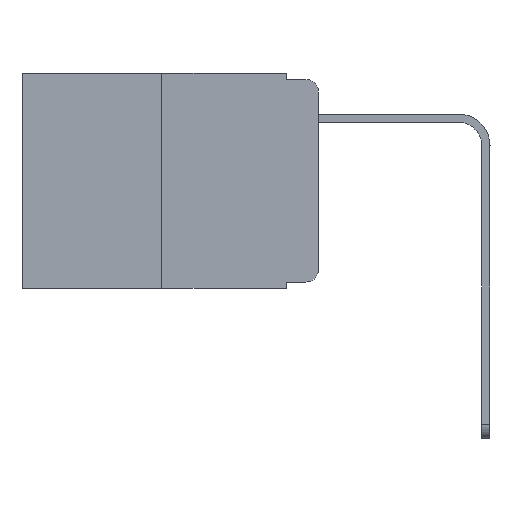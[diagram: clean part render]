
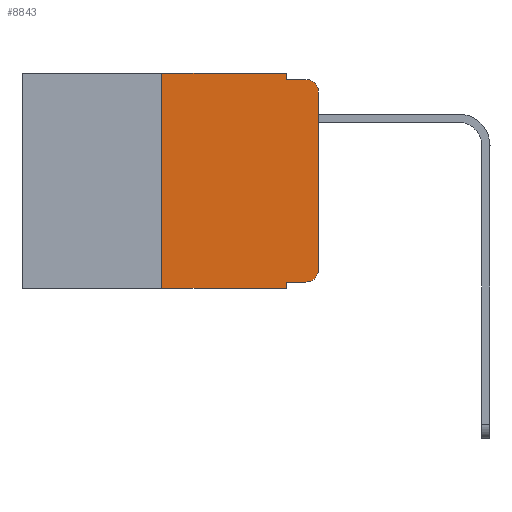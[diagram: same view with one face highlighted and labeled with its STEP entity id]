
A CAD part, left-side view. The second image highlights one B-rep face of the part: STEP entity #8843.
In plain terms, the highlighted planar face has unit normal (-1, 0, 0).
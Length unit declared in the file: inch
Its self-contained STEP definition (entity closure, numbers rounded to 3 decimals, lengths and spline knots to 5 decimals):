
#43 = CARTESIAN_POINT ( 'NONE',  ( 0., 0.02, -0.313 ) ) ;
#191 = VERTEX_POINT ( 'NONE', #10303 ) ;
#204 = ORIENTED_EDGE ( 'NONE', *, *, #8985, .F. ) ;
#419 = AXIS2_PLACEMENT_3D ( 'NONE', #10386, #5026, #7917 ) ;
#447 = LINE ( 'NONE', #8425, #7559 ) ;
#574 = ORIENTED_EDGE ( 'NONE', *, *, #9714, .T. ) ;
#589 = CARTESIAN_POINT ( 'NONE',  ( 0., 0.473, 0. ) ) ;
#858 = VERTEX_POINT ( 'NONE', #9422 ) ;
#886 = EDGE_CURVE ( 'NONE', #9322, #7279, #1727, .T. ) ;
#1287 = CARTESIAN_POINT ( 'NONE',  ( 0., 0.473, 0. ) ) ;
#1307 = ORIENTED_EDGE ( 'NONE', *, *, #2344, .T. ) ;
#1413 = CARTESIAN_POINT ( 'NONE',  ( 0., 0.051, 0. ) ) ;
#1510 = EDGE_LOOP ( 'NONE', ( #1307, #10406, #204, #3922, #2593, #7318, #2130, #7816, #574, #7403 ) ) ;
#1727 = LINE ( 'NONE', #1287, #6337 ) ;
#2017 = VERTEX_POINT ( 'NONE', #9865 ) ;
#2130 = ORIENTED_EDGE ( 'NONE', *, *, #5902, .T. ) ;
#2140 = DIRECTION ( 'NONE',  ( 0., -1., 0. ) ) ;
#2239 = LINE ( 'NONE', #11080, #7420 ) ;
#2277 = LINE ( 'NONE', #11390, #8582 ) ;
#2344 = EDGE_CURVE ( 'NONE', #10782, #4866, #447, .T. ) ;
#2593 = ORIENTED_EDGE ( 'NONE', *, *, #886, .F. ) ;
#3008 = VECTOR ( 'NONE', #10525, 39.37008 ) ;
#3263 = EDGE_CURVE ( 'NONE', #858, #6341, #11303, .T. ) ;
#3660 = CARTESIAN_POINT ( 'NONE',  ( 0., 0.051, -0.333 ) ) ;
#3893 = DIRECTION ( 'NONE',  ( 0., 0., 1. ) ) ;
#3922 = ORIENTED_EDGE ( 'NONE', *, *, #7731, .F. ) ;
#4299 = VECTOR ( 'NONE', #9405, 39.37008 ) ;
#4310 = CARTESIAN_POINT ( 'NONE',  ( 0., 0.051, 0. ) ) ;
#4490 = EDGE_CURVE ( 'NONE', #10615, #10782, #4957, .T. ) ;
#4547 = VECTOR ( 'NONE', #3893, 39.37008 ) ;
#4616 = CIRCLE ( 'NONE', #419, 0.02 ) ;
#4748 = CARTESIAN_POINT ( 'NONE',  ( 0., 0.25, 0. ) ) ;
#4866 = VERTEX_POINT ( 'NONE', #6705 ) ;
#4869 = DIRECTION ( 'NONE',  ( 0., -1., 0. ) ) ;
#4957 = CIRCLE ( 'NONE', #7615, 0.02 ) ;
#5004 = VECTOR ( 'NONE', #10768, 39.37008 ) ;
#5026 = DIRECTION ( 'NONE',  ( -1., 0., 0. ) ) ;
#5582 = FACE_OUTER_BOUND ( 'NONE', #1510, .T. ) ;
#5843 = LINE ( 'NONE', #3660, #5004 ) ;
#5902 = EDGE_CURVE ( 'NONE', #191, #6341, #6387, .T. ) ;
#5960 = VERTEX_POINT ( 'NONE', #9532 ) ;
#6029 = DIRECTION ( 'NONE',  ( 0., 0., -1. ) ) ;
#6337 = VECTOR ( 'NONE', #4869, 39.37008 ) ;
#6341 = VERTEX_POINT ( 'NONE', #11062 ) ;
#6387 = LINE ( 'NONE', #6865, #4299 ) ;
#6597 = AXIS2_PLACEMENT_3D ( 'NONE', #589, #11408, #6029 ) ;
#6609 = EDGE_CURVE ( 'NONE', #191, #9322, #8766, .T. ) ;
#6705 = CARTESIAN_POINT ( 'NONE',  ( 0., 0., -0.03 ) ) ;
#6727 = DIRECTION ( 'NONE',  ( 0., 0., -1. ) ) ;
#6865 = CARTESIAN_POINT ( 'NONE',  ( 0., 0.473, -0.343 ) ) ;
#7279 = VERTEX_POINT ( 'NONE', #1413 ) ;
#7318 = ORIENTED_EDGE ( 'NONE', *, *, #6609, .F. ) ;
#7403 = ORIENTED_EDGE ( 'NONE', *, *, #4490, .T. ) ;
#7420 = VECTOR ( 'NONE', #2140, 39.37008 ) ;
#7559 = VECTOR ( 'NONE', #11312, 39.37008 ) ;
#7615 = AXIS2_PLACEMENT_3D ( 'NONE', #43, #9753, #6727 ) ;
#7731 = EDGE_CURVE ( 'NONE', #7279, #2017, #2277, .T. ) ;
#7816 = ORIENTED_EDGE ( 'NONE', *, *, #3263, .F. ) ;
#7917 = DIRECTION ( 'NONE',  ( 0., 0., -1. ) ) ;
#8425 = CARTESIAN_POINT ( 'NONE',  ( 0., 0., 0. ) ) ;
#8551 = CARTESIAN_POINT ( 'NONE',  ( 0., 0., -0.313 ) ) ;
#8582 = VECTOR ( 'NONE', #9655, 39.37008 ) ;
#8766 = LINE ( 'NONE', #4748, #4547 ) ;
#8843 = ADVANCED_FACE ( 'NONE', ( #5582 ), #10499, .F. ) ;
#8868 = EDGE_CURVE ( 'NONE', #4866, #5960, #4616, .T. ) ;
#8985 = EDGE_CURVE ( 'NONE', #2017, #5960, #2239, .T. ) ;
#9322 = VERTEX_POINT ( 'NONE', #10223 ) ;
#9405 = DIRECTION ( 'NONE',  ( 0., -1., 0. ) ) ;
#9422 = CARTESIAN_POINT ( 'NONE',  ( 0., 0.051, -0.333 ) ) ;
#9532 = CARTESIAN_POINT ( 'NONE',  ( 0., 0.02, -0.01 ) ) ;
#9655 = DIRECTION ( 'NONE',  ( 0., 0., -1. ) ) ;
#9714 = EDGE_CURVE ( 'NONE', #858, #10615, #5843, .T. ) ;
#9753 = DIRECTION ( 'NONE',  ( -1., 0., 0. ) ) ;
#9865 = CARTESIAN_POINT ( 'NONE',  ( 0., 0.051, -0.01 ) ) ;
#9972 = CARTESIAN_POINT ( 'NONE',  ( 0., 0.02, -0.333 ) ) ;
#10223 = CARTESIAN_POINT ( 'NONE',  ( 0., 0.25, 0. ) ) ;
#10303 = CARTESIAN_POINT ( 'NONE',  ( 0., 0.25, -0.343 ) ) ;
#10386 = CARTESIAN_POINT ( 'NONE',  ( 0., 0.02, -0.03 ) ) ;
#10406 = ORIENTED_EDGE ( 'NONE', *, *, #8868, .T. ) ;
#10499 = PLANE ( 'NONE',  #6597 ) ;
#10525 = DIRECTION ( 'NONE',  ( 0., 0., -1. ) ) ;
#10615 = VERTEX_POINT ( 'NONE', #9972 ) ;
#10768 = DIRECTION ( 'NONE',  ( 0., -1., 0. ) ) ;
#10782 = VERTEX_POINT ( 'NONE', #8551 ) ;
#11062 = CARTESIAN_POINT ( 'NONE',  ( 0., 0.051, -0.343 ) ) ;
#11080 = CARTESIAN_POINT ( 'NONE',  ( 0., 0.051, -0.01 ) ) ;
#11303 = LINE ( 'NONE', #4310, #3008 ) ;
#11312 = DIRECTION ( 'NONE',  ( 0., 0., 1. ) ) ;
#11390 = CARTESIAN_POINT ( 'NONE',  ( 0., 0.051, 0. ) ) ;
#11408 = DIRECTION ( 'NONE',  ( 1., 0., 0. ) ) ;
